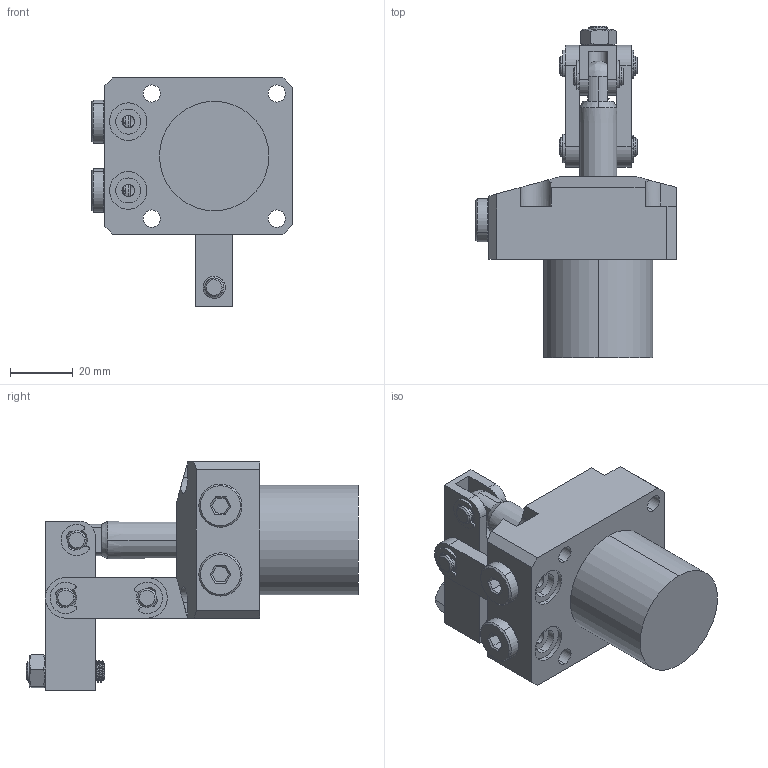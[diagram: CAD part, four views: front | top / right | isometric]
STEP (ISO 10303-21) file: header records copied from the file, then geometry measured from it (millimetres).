
FILE_DESCRIPTION (( 'STEP AP214' ), '1' );
FILE_NAME ('CCLW-04-L杠杆式油压缸三维图.STEP', '2019-04-11T07:46:35', ( '' ), ( '' ), 'SwSTEP 2.0', 'SolidWorks 2016', '' );
FILE_SCHEMA (( 'AUTOMOTIVE_DESIGN' ));
Length unit declared in the file: millimetre
Products named in the file (11): M6蹟翐; hex nuts, style 1-grades ab gb_GB_FASTENER_NUT_SNAB1 M6-N; e rings gb_GB_CONNECTING_PIECE_RINGS_HR 5; CBLU酗种粣; CBLU傻种; CBLU揤旋; CBLU蟀裝; CLW04活塞杆; G8煦1蹟恇黑芛; CCLW-04L-BT; CCLW-04-L杠杆式油压缸三维图
Assembly tree (18 placements, depth 2):
  CCLW-04-L杠杆式油压缸三维图
    CCLW-04L-BT
    G8煦1蹟恇黑芛  x2
    CLW04活塞杆
    CBLU蟀裝  x2
    CBLU揤旋
    CBLU傻种
    CBLU酗种粣  x2
    e rings gb_GB_CONNECTING_PIECE_RINGS_HR 5  x6
    hex nuts, style 1-grades ab gb_GB_FASTENER_NUT_SNAB1 M6-N
    M6蹟翐
Bounding box: 64.2 x 106.2 x 73 mm (x, y, z)
Volume: 116003.4 mm3; surface area: 34532.7 mm2
Topology: 18 solids, 18 shells, 571 faces, 1407 edges, 899 vertices
Faces by surface type: cylinder 284, plane 194, cone 74, bspline 12, torus 7
Entity records: 15693 total; most frequent: CARTESIAN_POINT 6736, DIRECTION 1791, ORIENTED_EDGE 1784, EDGE_CURVE 892, AXIS2_PLACEMENT_3D 674, VERTEX_POINT 565, LINE 443, VECTOR 443
